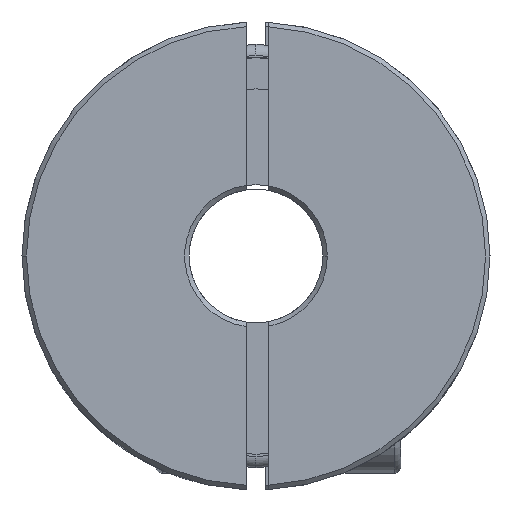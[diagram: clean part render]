
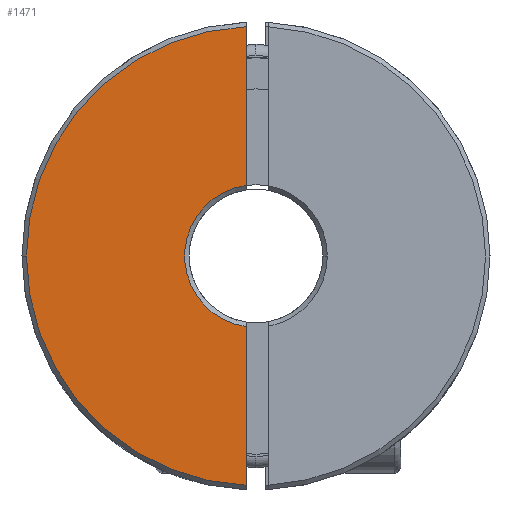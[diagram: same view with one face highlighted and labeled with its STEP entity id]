
A CAD part, front view. The second image highlights one B-rep face of the part: STEP entity #1471.
In plain terms, the highlighted planar face has unit normal (0, -1, 0).
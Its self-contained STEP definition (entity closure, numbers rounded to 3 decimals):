
#5 = CARTESIAN_POINT ( 'NONE',  ( -0.437, -2.185, -3.17 ) ) ;
#101 = CARTESIAN_POINT ( 'NONE',  ( -0.438, -2.185, 10.291 ) ) ;
#134 = AXIS2_PLACEMENT_3D ( 'NONE', #4459, #4169, #4080 ) ;
#207 = CARTESIAN_POINT ( 'NONE',  ( -10.3, -2.185, 0. ) ) ;
#397 = EDGE_CURVE ( 'NONE', #2336, #1139, #4263, .T. ) ;
#443 = EDGE_LOOP ( 'NONE', ( #3882, #2727, #4502, #2226, #4498 ) ) ;
#583 = EDGE_CURVE ( 'NONE', #2557, #1139, #4316, .T. ) ;
#693 = AXIS2_PLACEMENT_3D ( 'NONE', #1625, #1615, #1607 ) ;
#715 = EDGE_CURVE ( 'NONE', #2557, #1059, #2077, .T. ) ;
#971 = CARTESIAN_POINT ( 'NONE',  ( 0., -2.185, 0. ) ) ;
#1016 = DIRECTION ( 'NONE',  ( 0., 1., 0. ) ) ;
#1019 = DIRECTION ( 'NONE',  ( 1., 0., 0. ) ) ;
#1052 = EDGE_CURVE ( 'NONE', #2336, #1577, #2512, .T. ) ;
#1059 = VERTEX_POINT ( 'NONE', #1604 ) ;
#1117 = FACE_OUTER_BOUND ( 'NONE', #443, .T. ) ;
#1139 = VERTEX_POINT ( 'NONE', #2774 ) ;
#1471 = ADVANCED_FACE ( 'NONE', ( #1117 ), #4103, .T. ) ;
#1577 = VERTEX_POINT ( 'NONE', #207 ) ;
#1604 = CARTESIAN_POINT ( 'NONE',  ( -0.437, -2.185, -10.291 ) ) ;
#1607 = DIRECTION ( 'NONE',  ( 1., 0., 0. ) ) ;
#1615 = DIRECTION ( 'NONE',  ( 0., -1., 0. ) ) ;
#1625 = CARTESIAN_POINT ( 'NONE',  ( 0., -2.185, 0. ) ) ;
#1830 = DIRECTION ( 'NONE',  ( 1., 0., 0. ) ) ;
#1870 = AXIS2_PLACEMENT_3D ( 'NONE', #971, #1016, #1019 ) ;
#1975 = VECTOR ( 'NONE', #3784, 1000. ) ;
#2077 = LINE ( 'NONE', #4003, #1975 ) ;
#2154 = AXIS2_PLACEMENT_3D ( 'NONE', #2989, #2531, #1830 ) ;
#2226 = ORIENTED_EDGE ( 'NONE', *, *, #715, .F. ) ;
#2336 = VERTEX_POINT ( 'NONE', #101 ) ;
#2512 = CIRCLE ( 'NONE', #693, 10.3 ) ;
#2531 = DIRECTION ( 'NONE',  ( 0., -1., 0. ) ) ;
#2557 = VERTEX_POINT ( 'NONE', #5 ) ;
#2727 = ORIENTED_EDGE ( 'NONE', *, *, #1052, .T. ) ;
#2774 = CARTESIAN_POINT ( 'NONE',  ( -0.437, -2.185, 3.17 ) ) ;
#2989 = CARTESIAN_POINT ( 'NONE',  ( 0., -2.185, 0. ) ) ;
#3092 = CIRCLE ( 'NONE', #2154, 10.3 ) ;
#3185 = VECTOR ( 'NONE', #3928, 1000. ) ;
#3784 = DIRECTION ( 'NONE',  ( 0., 0., -1. ) ) ;
#3882 = ORIENTED_EDGE ( 'NONE', *, *, #397, .F. ) ;
#3884 = CARTESIAN_POINT ( 'NONE',  ( -0.438, -2.185, 10.491 ) ) ;
#3928 = DIRECTION ( 'NONE',  ( 0., 0., -1. ) ) ;
#4003 = CARTESIAN_POINT ( 'NONE',  ( -0.438, -2.185, 10.491 ) ) ;
#4080 = DIRECTION ( 'NONE',  ( 1., 0., 0. ) ) ;
#4103 = PLANE ( 'NONE',  #134 ) ;
#4169 = DIRECTION ( 'NONE',  ( 0., -1., 0. ) ) ;
#4263 = LINE ( 'NONE', #3884, #3185 ) ;
#4316 = CIRCLE ( 'NONE', #1870, 3.2 ) ;
#4330 = EDGE_CURVE ( 'NONE', #1577, #1059, #3092, .T. ) ;
#4459 = CARTESIAN_POINT ( 'NONE',  ( 0., -2.185, 0. ) ) ;
#4498 = ORIENTED_EDGE ( 'NONE', *, *, #583, .T. ) ;
#4502 = ORIENTED_EDGE ( 'NONE', *, *, #4330, .T. ) ;
